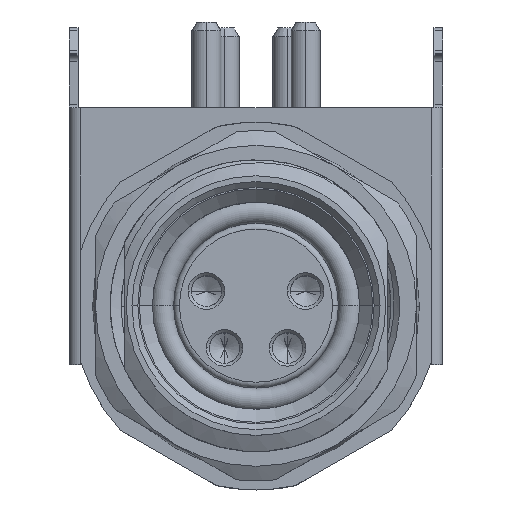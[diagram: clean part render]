
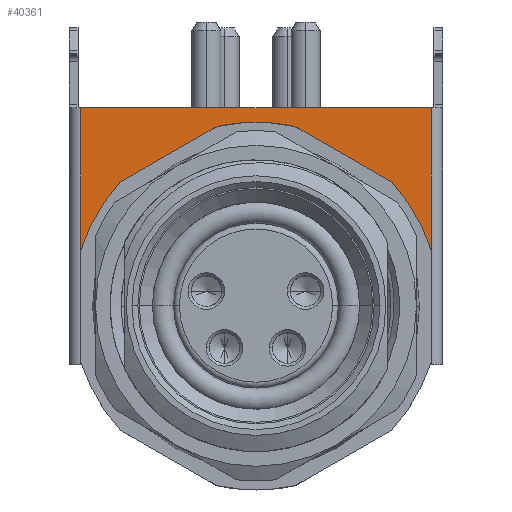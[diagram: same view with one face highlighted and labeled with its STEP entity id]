
A CAD part, top view. The second image highlights one B-rep face of the part: STEP entity #40361.
In plain terms, the highlighted planar face has unit normal (0, 0, 1).
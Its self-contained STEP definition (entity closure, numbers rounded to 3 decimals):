
#38712=DIRECTION('',(-1.,0.,0.));
#38713=VECTOR('',#38712,12.);
#38714=CARTESIAN_POINT('',(6.,6.8,-5.8));
#38715=LINE('',#38714,#38713);
#38915=DIRECTION('',(0.,1.,0.));
#38916=VECTOR('',#38915,8.8);
#38917=CARTESIAN_POINT('',(-6.,-2.,-5.8));
#38918=LINE('',#38917,#38916);
#38919=DIRECTION('',(0.,-1.,0.));
#38920=VECTOR('',#38919,8.8);
#38921=CARTESIAN_POINT('',(6.,6.8,-5.8));
#38922=LINE('',#38921,#38920);
#38923=DIRECTION('',(-1.,0.,0.));
#38924=VECTOR('',#38923,0.217);
#38925=CARTESIAN_POINT('',(6.,-2.,-5.8));
#38926=LINE('',#38925,#38924);
#38927=CARTESIAN_POINT('',(0.,0.5,-5.8));
#38928=DIRECTION('',(0.,0.,-1.));
#38929=DIRECTION('',(0.918,-0.397,0.));
#38930=AXIS2_PLACEMENT_3D('',#38927,#38928,#38929);
#38932=DIRECTION('',(-1.,0.,0.));
#38933=VECTOR('',#38932,0.217);
#38934=CARTESIAN_POINT('',(-5.783,-2.,-5.8));
#38935=LINE('',#38934,#38933);
#38936=CARTESIAN_POINT('',(0.,0.5,-5.8));
#38937=DIRECTION('',(0.,0.,-1.));
#38938=DIRECTION('',(1.,0.,0.));
#38939=AXIS2_PLACEMENT_3D('',#38936,#38937,#38938);
#38941=CARTESIAN_POINT('',(0.,0.5,-5.8));
#38942=DIRECTION('',(0.,0.,-1.));
#38943=DIRECTION('',(-1.,0.,0.));
#38944=AXIS2_PLACEMENT_3D('',#38941,#38942,#38943);
#39794=CARTESIAN_POINT('',(5.783,-2.,-5.8));
#39796=VERTEX_POINT('',#39794);
#39798=CARTESIAN_POINT('',(-5.783,-2.,-5.8));
#39800=VERTEX_POINT('',#39798);
#39803=CARTESIAN_POINT('',(-6.,6.8,-5.8));
#39805=VERTEX_POINT('',#39803);
#39806=CARTESIAN_POINT('',(-6.,-2.,-5.8));
#39807=VERTEX_POINT('',#39806);
#39811=CARTESIAN_POINT('',(6.,-2.,-5.8));
#39813=VERTEX_POINT('',#39811);
#39814=CARTESIAN_POINT('',(6.,6.8,-5.8));
#39815=VERTEX_POINT('',#39814);
#39834=CARTESIAN_POINT('',(5.15,0.5,-5.8));
#39835=CARTESIAN_POINT('',(-5.15,0.5,-5.8));
#39836=VERTEX_POINT('',#39834);
#39837=VERTEX_POINT('',#39835);
#40341=CARTESIAN_POINT('',(6.4,-2.,-5.8));
#40342=DIRECTION('',(0.,0.,1.));
#40343=DIRECTION('',(0.,1.,0.));
#40344=AXIS2_PLACEMENT_3D('',#40341,#40342,#40343);
#40345=PLANE('',#40344);
#40346=ORIENTED_EDGE('',*,*,#40334,.T.);
#40347=ORIENTED_EDGE('',*,*,#40119,.F.);
#40348=ORIENTED_EDGE('',*,*,#39931,.T.);
#40349=ORIENTED_EDGE('',*,*,#39952,.T.);
#40351=ORIENTED_EDGE('',*,*,#40350,.T.);
#40352=ORIENTED_EDGE('',*,*,#39978,.T.);
#40353=EDGE_LOOP('',(#40346,#40347,#40348,#40349,#40351,#40352));
#40354=FACE_OUTER_BOUND('',#40353,.F.);
#40356=ORIENTED_EDGE('',*,*,#40355,.F.);
#40358=ORIENTED_EDGE('',*,*,#40357,.F.);
#40359=EDGE_LOOP('',(#40356,#40358));
#40360=FACE_BOUND('',#40359,.F.);
#38931=CIRCLE('',#38930,6.3);
#38940=CIRCLE('',#38939,5.15);
#38945=CIRCLE('',#38944,5.15);
#39931=EDGE_CURVE('',#39815,#39813,#38922,.T.);
#39952=EDGE_CURVE('',#39813,#39796,#38926,.T.);
#39978=EDGE_CURVE('',#39800,#39807,#38935,.T.);
#40119=EDGE_CURVE('',#39815,#39805,#38715,.T.);
#40334=EDGE_CURVE('',#39807,#39805,#38918,.T.);
#40350=EDGE_CURVE('',#39796,#39800,#38931,.T.);
#40355=EDGE_CURVE('',#39836,#39837,#38940,.T.);
#40357=EDGE_CURVE('',#39837,#39836,#38945,.T.);
#40361=ADVANCED_FACE('',(#40354,#40360),#40345,.T.);
